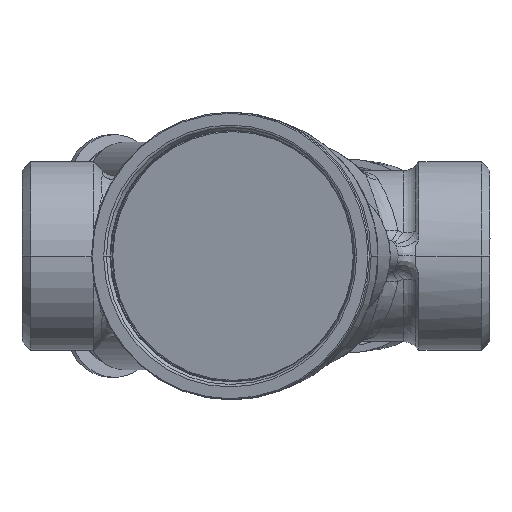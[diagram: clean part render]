
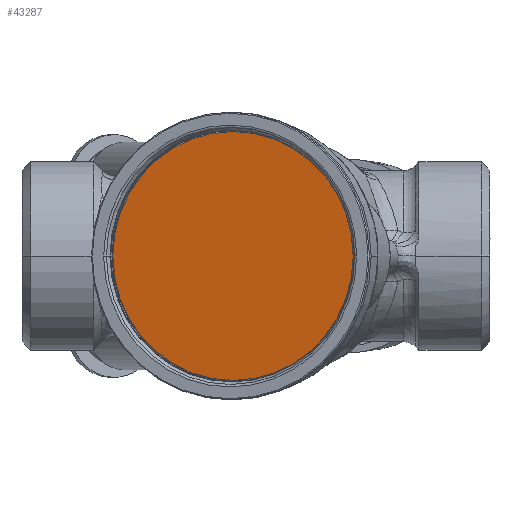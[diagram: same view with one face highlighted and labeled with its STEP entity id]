
A CAD part, front view. The second image highlights one B-rep face of the part: STEP entity #43287.
In plain terms, the highlighted face is planar.
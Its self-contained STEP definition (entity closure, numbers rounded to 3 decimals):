
#42186=CARTESIAN_POINT('',(0.,6.3,0.));
#42187=DIRECTION('',(0.,1.,0.));
#42188=DIRECTION('',(-1.,0.,0.));
#42189=AXIS2_PLACEMENT_3D('',#42186,#42187,#42188);
#42206=CARTESIAN_POINT('',(0.,6.3,0.));
#42207=DIRECTION('',(0.,1.,0.));
#42208=DIRECTION('',(1.,0.,0.));
#42209=AXIS2_PLACEMENT_3D('',#42206,#42207,#42208);
#42220=CARTESIAN_POINT('',(0.,6.3,0.));
#42221=DIRECTION('',(0.,-1.,0.));
#42222=DIRECTION('',(1.,0.,0.));
#42223=AXIS2_PLACEMENT_3D('',#42220,#42221,#42222);
#42225=CARTESIAN_POINT('',(0.,6.3,0.));
#42226=DIRECTION('',(0.,-1.,0.));
#42227=DIRECTION('',(-1.,0.,0.));
#42228=AXIS2_PLACEMENT_3D('',#42225,#42226,#42227);
#42424=CARTESIAN_POINT('',(-21.8,6.3,0.));
#42425=VERTEX_POINT('',#42424);
#42426=CARTESIAN_POINT('',(21.8,6.3,0.));
#42427=CARTESIAN_POINT('',(-21.8,6.3,0.1));
#42428=VERTEX_POINT('',#42426);
#42429=VERTEX_POINT('',#42427);
#42432=CARTESIAN_POINT('',(21.8,6.3,-0.1));
#42433=VERTEX_POINT('',#42432);
#43276=CARTESIAN_POINT('',(0.,6.3,0.));
#43277=DIRECTION('',(0.,-1.,0.));
#43278=DIRECTION('',(-1.,0.,0.));
#43279=AXIS2_PLACEMENT_3D('',#43276,#43277,#43278);
#43280=PLANE('',#43279);
#43281=ORIENTED_EDGE('',*,*,#43237,.T.);
#43282=ORIENTED_EDGE('',*,*,#43235,.F.);
#43283=ORIENTED_EDGE('',*,*,#43256,.T.);
#43284=ORIENTED_EDGE('',*,*,#43254,.F.);
#43285=EDGE_LOOP('',(#43281,#43282,#43283,#43284));
#43286=FACE_OUTER_BOUND('',#43285,.F.);
#43287=ADVANCED_FACE('',(#43286),#43280,.F.);
#42190=CIRCLE('',#42189,21.8);
#42210=CIRCLE('',#42209,21.8);
#42224=CIRCLE('',#42223,21.8);
#42229=CIRCLE('',#42228,21.8);
#43235=EDGE_CURVE('',#42425,#42429,#42190,.T.);
#43237=EDGE_CURVE('',#42428,#42429,#42224,.T.);
#43254=EDGE_CURVE('',#42428,#42433,#42210,.T.);
#43256=EDGE_CURVE('',#42425,#42433,#42229,.T.);
